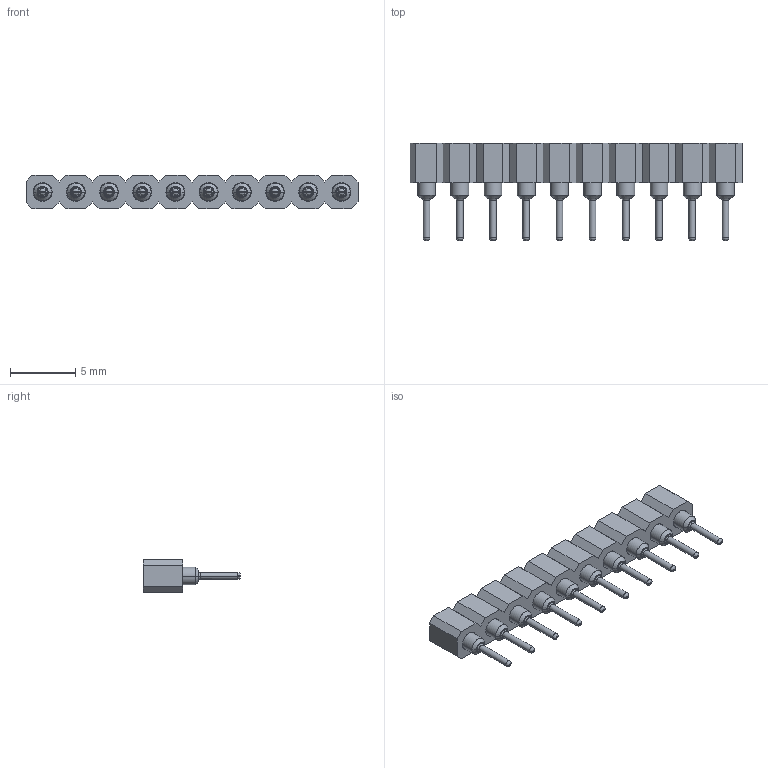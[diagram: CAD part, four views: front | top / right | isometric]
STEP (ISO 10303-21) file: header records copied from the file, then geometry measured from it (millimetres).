
FILE_DESCRIPTION( ('This file contains a STEP AP42 implementation' ,'as created by ZW3D STEP Interface translator.') ,'2;1' );
FILE_NAME( '3520-301XXSXX074X1.stp' ,'231016.14 0 6', (''), ('ZWCAD Software Co.'), 'Version 1.0', 'ZW3D to STEP translator', '' );
FILE_SCHEMA(('AUTOMOTIVE_DESIGN { 1 0 10303 214 1 1 1 1 }'));
Length unit declared in the file: millimetre
Products named in the file (2): 0; 3520-30120SXX074X1
Bounding box: 25.4 x 7.43 x 2.54 mm (x, y, z)
Volume: 158.8 mm3; surface area: 819.6 mm2
Topology: 1 solids, 21 shells, 834 faces, 2046 edges, 1264 vertices
Faces by surface type: bspline 320, plane 304, cone 170, cylinder 40
Entity records: 44404 total; most frequent: CARTESIAN_POINT 29523, ORIENTED_EDGE 4112, EDGE_CURVE 2016, B_SPLINE_CURVE_WITH_KNOTS 1874, VERTEX_POINT 1264, DIRECTION 1032, EDGE_LOOP 914, FACE_OUTER_BOUND 834
